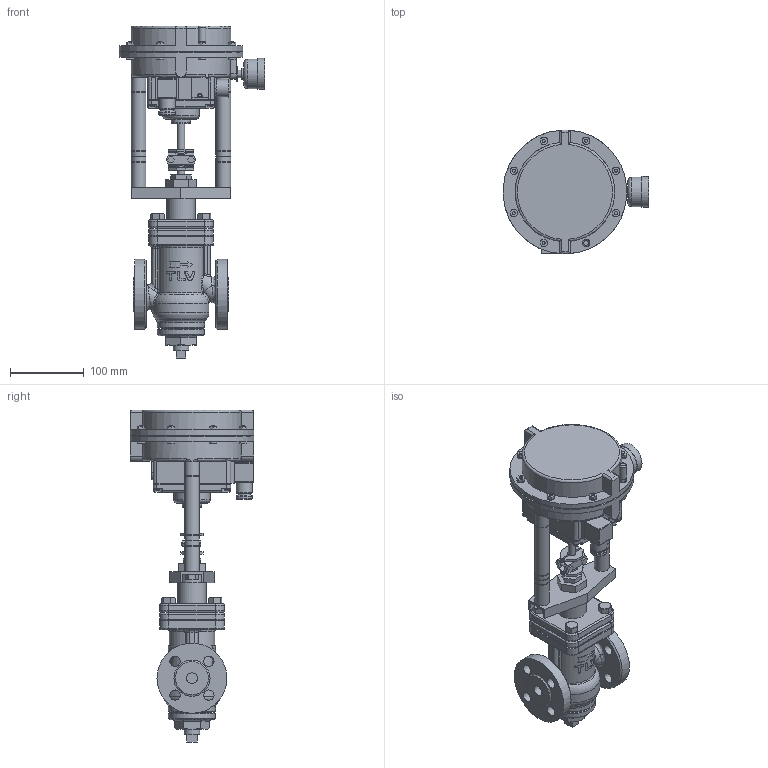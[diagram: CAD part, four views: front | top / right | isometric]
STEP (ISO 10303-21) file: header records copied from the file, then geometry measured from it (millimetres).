
FILE_DESCRIPTION(/* description */ (''),/* implementation_level */ '2;1');
FILE_NAME(/* name */ 'cvsr0-015-e0025-00.stp',/* time_stamp */ '2016-12-14T07:39:13+09:00',/* author */ ('nakaot'),/* organization */ (''),/* preprocessor_version */ 'ST-DEVELOPER v15.6',/* originating_system */ 'Autodesk Inventor 2015',/* authorisation */ '');
FILE_SCHEMA (('CONFIG_CONTROL_DESIGN'));
Length unit declared in the file: millimetre
Products named in the file (1): cvsr0-015-e0025-00
Bounding box: 197.41 x 168.1 x 450.6 mm (x, y, z)
Volume: 2813231.4 mm3; surface area: 312156.4 mm2
Topology: 6 solids, 7 shells, 998 faces, 2360 edges, 1472 vertices
Faces by surface type: plane 612, cylinder 200, bspline 92, torus 55, cone 35, sphere 4
Full cylindrical faces by diameter (mm): 4 x8, 4.5 x4, 6 x1, 8 x4, 10 x11, 10.392 x1, 11.445 x2, 14 x8, 15 x5, 16 x2, 16.6 x1, 18 x6, 20 x11, 21 x1, 22 x3, 24 x1, 25 x1, 26 x1, 30 x2, 39 x1, 40 x1, 42 x1, 50 x1, 52 x1, 64 x2, 95 x2, 164 x1, 168 x2
Entity records: 30842 total; most frequent: CARTESIAN_POINT 8807, ORIENTED_EDGE 4458, DIRECTION 4412, EDGE_CURVE 2229, AXIS2_PLACEMENT_3D 1568, VERTEX_POINT 1448, LINE 1276, VECTOR 1276
